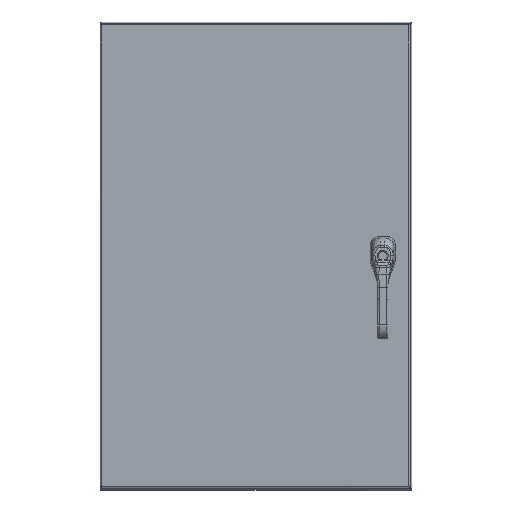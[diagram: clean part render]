
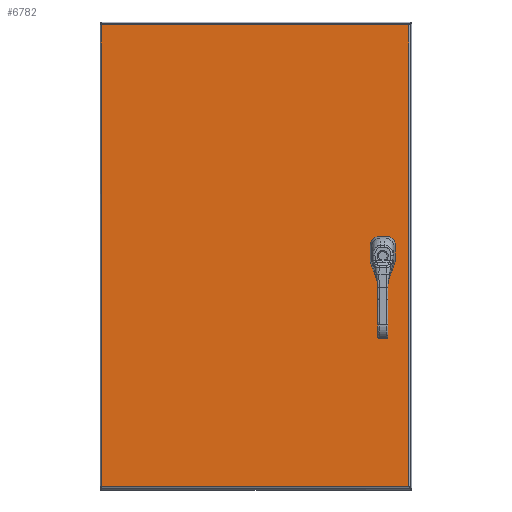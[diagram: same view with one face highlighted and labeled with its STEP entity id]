
A CAD part, top view. The second image highlights one B-rep face of the part: STEP entity #6782.
In plain terms, the highlighted face is planar.
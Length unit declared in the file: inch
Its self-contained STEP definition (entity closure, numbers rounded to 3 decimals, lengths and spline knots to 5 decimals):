
#4973=CARTESIAN_POINT('',(2.33762,18.275,0.0));
#4974=VERTEX_POINT('',#4973);
#4981=CARTESIAN_POINT('',(2.525,18.08762,0.0));
#4982=VERTEX_POINT('',#4981);
#4983=CARTESIAN_POINT('',(2.125,17.875,0.0));
#4984=DIRECTION('',(0.0,0.0,1.0));
#4985=DIRECTION('',(-0.469,-0.883,0.0));
#4986=AXIS2_PLACEMENT_3D('',#4983,#4984,#4985);
#4987=CIRCLE('',#4986,0.453);
#4988=EDGE_CURVE('',#4982,#4974,#4987,.T.);
#5013=CARTESIAN_POINT('',(2.525,17.66238,0.0));
#5014=VERTEX_POINT('',#5013);
#5015=CARTESIAN_POINT('',(2.525,17.66238,0.0));
#5016=DIRECTION('',(0.0,1.0,0.0));
#5017=VECTOR('',#5016,0.42525);
#5018=LINE('',#5015,#5017);
#5019=EDGE_CURVE('',#5014,#4982,#5018,.T.);
#5045=CARTESIAN_POINT('',(2.33762,17.475,0.0));
#5046=VERTEX_POINT('',#5045);
#5047=CARTESIAN_POINT('',(2.125,17.875,0.0));
#5048=DIRECTION('',(0.0,0.0,1.0));
#5049=DIRECTION('',(-0.883,0.469,0.0));
#5050=AXIS2_PLACEMENT_3D('',#5047,#5048,#5049);
#5051=CIRCLE('',#5050,0.453);
#5052=EDGE_CURVE('',#5046,#5014,#5051,.T.);
#5077=CARTESIAN_POINT('',(1.91238,17.475,0.0));
#5078=VERTEX_POINT('',#5077);
#5079=CARTESIAN_POINT('',(1.91238,17.475,0.0));
#5080=DIRECTION('',(1.0,0.0,0.0));
#5081=VECTOR('',#5080,0.42525);
#5082=LINE('',#5079,#5081);
#5083=EDGE_CURVE('',#5078,#5046,#5082,.T.);
#5109=CARTESIAN_POINT('',(1.725,17.66238,0.0));
#5110=VERTEX_POINT('',#5109);
#5111=CARTESIAN_POINT('',(2.125,17.875,0.0));
#5112=DIRECTION('',(0.0,0.0,1.0));
#5113=DIRECTION('',(0.469,0.883,0.0));
#5114=AXIS2_PLACEMENT_3D('',#5111,#5112,#5113);
#5115=CIRCLE('',#5114,0.453);
#5116=EDGE_CURVE('',#5110,#5078,#5115,.T.);
#5141=CARTESIAN_POINT('',(1.725,18.08762,0.0));
#5142=VERTEX_POINT('',#5141);
#5143=CARTESIAN_POINT('',(1.725,18.08762,0.0));
#5144=DIRECTION('',(0.0,-1.0,0.0));
#5145=VECTOR('',#5144,0.42525);
#5146=LINE('',#5143,#5145);
#5147=EDGE_CURVE('',#5142,#5110,#5146,.T.);
#5173=CARTESIAN_POINT('',(1.91238,18.275,0.0));
#5174=VERTEX_POINT('',#5173);
#5175=CARTESIAN_POINT('',(2.125,17.875,0.0));
#5176=DIRECTION('',(0.0,0.0,1.0));
#5177=DIRECTION('',(0.883,-0.469,0.0));
#5178=AXIS2_PLACEMENT_3D('',#5175,#5176,#5177);
#5179=CIRCLE('',#5178,0.453);
#5180=EDGE_CURVE('',#5174,#5142,#5179,.T.);
#5203=CARTESIAN_POINT('',(2.33762,18.275,0.0));
#5204=DIRECTION('',(-1.0,0.0,0.0));
#5205=VECTOR('',#5204,0.42525);
#5206=LINE('',#5203,#5205);
#5207=EDGE_CURVE('',#4974,#5174,#5206,.T.);
#5790=CARTESIAN_POINT('',(23.76975,0.10525,0.));
#5791=VERTEX_POINT('',#5790);
#5802=CARTESIAN_POINT('',(23.76975,35.64475,0.));
#5803=VERTEX_POINT('',#5802);
#5804=CARTESIAN_POINT('',(23.76975,35.64475,0.0));
#5805=DIRECTION('',(0.0,-1.0,0.0));
#5806=VECTOR('',#5805,35.5395);
#5807=LINE('',#5804,#5806);
#5808=EDGE_CURVE('',#5803,#5791,#5807,.T.);
#5960=CARTESIAN_POINT('',(0.10525,0.10525,0.));
#5961=VERTEX_POINT('',#5960);
#5972=CARTESIAN_POINT('',(23.76975,0.10525,0.0));
#5973=DIRECTION('',(-1.0,0.0,0.0));
#5974=VECTOR('',#5973,23.6645);
#5975=LINE('',#5972,#5974);
#5976=EDGE_CURVE('',#5791,#5961,#5975,.T.);
#6237=CARTESIAN_POINT('',(0.10525,35.64475,0.));
#6238=VERTEX_POINT('',#6237);
#6249=CARTESIAN_POINT('',(0.10525,0.10525,0.0));
#6250=DIRECTION('',(0.0,1.0,0.0));
#6251=VECTOR('',#6250,35.5395);
#6252=LINE('',#6249,#6251);
#6253=EDGE_CURVE('',#5961,#6238,#6252,.T.);
#6518=CARTESIAN_POINT('',(0.10525,35.64475,0.0));
#6519=DIRECTION('',(1.0,0.0,0.0));
#6520=VECTOR('',#6519,23.6645);
#6521=LINE('',#6518,#6520);
#6522=EDGE_CURVE('',#6238,#5803,#6521,.T.);
#6761=CARTESIAN_POINT('',(11.9375,17.875,0.0));
#6762=DIRECTION('',(0.0,0.0,1.0));
#6763=DIRECTION('',(1.0,0.0,0.0));
#6764=AXIS2_PLACEMENT_3D('',#6761,#6762,#6763);
#6765=PLANE('',#6764);
#6766=ORIENTED_EDGE('',*,*,#5808,.T.);
#6767=ORIENTED_EDGE('',*,*,#5976,.T.);
#6768=ORIENTED_EDGE('',*,*,#6253,.T.);
#6769=ORIENTED_EDGE('',*,*,#6522,.T.);
#6770=EDGE_LOOP('',(#6766,#6767,#6768,#6769));
#6771=FACE_OUTER_BOUND('',#6770,.T.);
#6772=ORIENTED_EDGE('',*,*,#4988,.T.);
#6773=ORIENTED_EDGE('',*,*,#5207,.T.);
#6774=ORIENTED_EDGE('',*,*,#5180,.T.);
#6775=ORIENTED_EDGE('',*,*,#5147,.T.);
#6776=ORIENTED_EDGE('',*,*,#5116,.T.);
#6777=ORIENTED_EDGE('',*,*,#5083,.T.);
#6778=ORIENTED_EDGE('',*,*,#5052,.T.);
#6779=ORIENTED_EDGE('',*,*,#5019,.T.);
#6780=EDGE_LOOP('',(#6772,#6773,#6774,#6775,#6776,#6777,#6778,#6779));
#6781=FACE_BOUND('',#6780,.T.);
#6782=ADVANCED_FACE('',(#6771,#6781),#6765,.F.);
